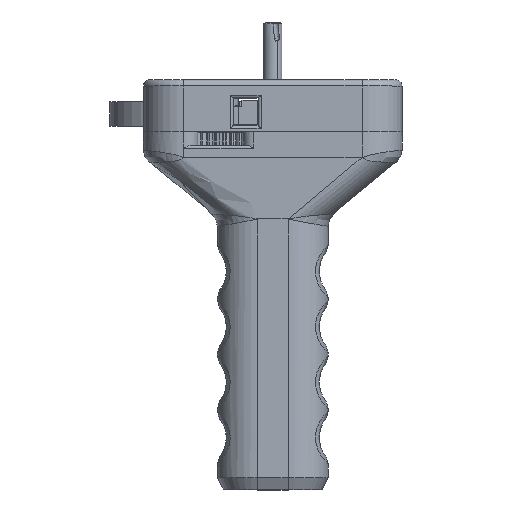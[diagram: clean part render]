
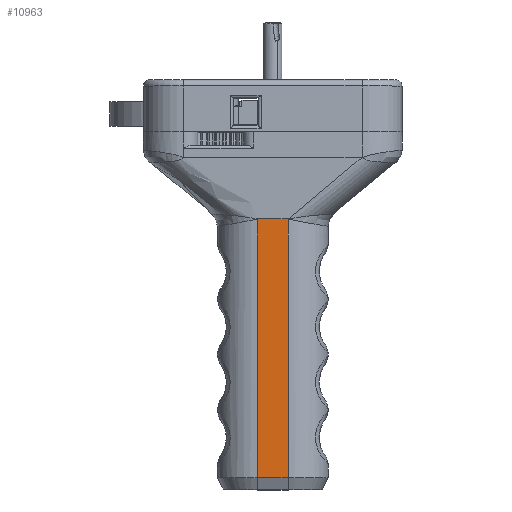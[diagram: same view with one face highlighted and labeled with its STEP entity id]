
A CAD part, top view. The second image highlights one B-rep face of the part: STEP entity #10963.
In plain terms, the highlighted planar face has unit normal (0, 0, 1).
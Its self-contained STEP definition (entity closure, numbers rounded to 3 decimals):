
#1525 = AXIS2_PLACEMENT_3D ( 'NONE', #5241, #9817, #25097 ) ;
#2415 = ORIENTED_EDGE ( 'NONE', *, *, #21324, .F. ) ;
#3365 = ORIENTED_EDGE ( 'NONE', *, *, #24846, .T. ) ;
#4231 = CARTESIAN_POINT ( 'NONE',  ( -5., 88., 13. ) ) ;
#4351 = CARTESIAN_POINT ( 'NONE',  ( 5., 88., 13. ) ) ;
#4874 = CARTESIAN_POINT ( 'NONE',  ( 0., 4., 13. ) ) ;
#5241 = CARTESIAN_POINT ( 'NONE',  ( 0., 88., 13. ) ) ;
#5472 = CARTESIAN_POINT ( 'NONE',  ( 5., 88., 13. ) ) ;
#5865 = EDGE_CURVE ( 'NONE', #18336, #27232, #27771, .T. ) ;
#7657 = DIRECTION ( 'NONE',  ( 1., 0., 0. ) ) ;
#8760 = CARTESIAN_POINT ( 'NONE',  ( -0.012, 88., 13. ) ) ;
#8798 = DIRECTION ( 'NONE',  ( 0., -1., 0. ) ) ;
#9817 = DIRECTION ( 'NONE',  ( 0., 0., -1. ) ) ;
#10145 = CARTESIAN_POINT ( 'NONE',  ( -5., 4., 13. ) ) ;
#10963 = ADVANCED_FACE ( 'NONE', ( #26902 ), #32108, .F. ) ;
#11558 = LINE ( 'NONE', #4231, #31210 ) ;
#11682 = B_SPLINE_CURVE_WITH_KNOTS ( 'NONE', 3,
 ( #13815, #25997, #28776, #8760, #23725, #18844, #4351 ),
 .UNSPECIFIED., .F., .F.,
 ( 4, 1, 1, 1, 4 ),
 ( 0., 0.25, 0.5, 0.75, 1. ),
 .UNSPECIFIED. ) ;
#11712 = VECTOR ( 'NONE', #7657, 1000. ) ;
#11788 = VERTEX_POINT ( 'NONE', #10145 ) ;
#12221 = LINE ( 'NONE', #4874, #11712 ) ;
#12944 = CARTESIAN_POINT ( 'NONE',  ( 5., 4., 13. ) ) ;
#13815 = CARTESIAN_POINT ( 'NONE',  ( -5., 88., 13. ) ) ;
#13935 = CARTESIAN_POINT ( 'NONE',  ( 5., 88., 13. ) ) ;
#15794 = ORIENTED_EDGE ( 'NONE', *, *, #5865, .F. ) ;
#17096 = EDGE_LOOP ( 'NONE', ( #3365, #30155, #15794, #2415 ) ) ;
#18336 = VERTEX_POINT ( 'NONE', #13935 ) ;
#18844 = CARTESIAN_POINT ( 'NONE',  ( 3.34, 88., 13. ) ) ;
#21324 = EDGE_CURVE ( 'NONE', #24065, #18336, #11682, .T. ) ;
#23358 = DIRECTION ( 'NONE',  ( 0., -1., 0. ) ) ;
#23698 = CARTESIAN_POINT ( 'NONE',  ( -5., 88., 13. ) ) ;
#23725 = CARTESIAN_POINT ( 'NONE',  ( 2.177, 88., 13. ) ) ;
#24065 = VERTEX_POINT ( 'NONE', #23698 ) ;
#24846 = EDGE_CURVE ( 'NONE', #24065, #11788, #11558, .T. ) ;
#25097 = DIRECTION ( 'NONE',  ( -1., 0., 0. ) ) ;
#25997 = CARTESIAN_POINT ( 'NONE',  ( -3.34, 88., 13. ) ) ;
#26902 = FACE_OUTER_BOUND ( 'NONE', #17096, .T. ) ;
#27232 = VERTEX_POINT ( 'NONE', #12944 ) ;
#27440 = VECTOR ( 'NONE', #23358, 1000. ) ;
#27771 = LINE ( 'NONE', #5472, #27440 ) ;
#28776 = CARTESIAN_POINT ( 'NONE',  ( -2.167, 88., 13. ) ) ;
#30155 = ORIENTED_EDGE ( 'NONE', *, *, #31667, .T. ) ;
#31210 = VECTOR ( 'NONE', #8798, 1000. ) ;
#31667 = EDGE_CURVE ( 'NONE', #11788, #27232, #12221, .T. ) ;
#32108 = PLANE ( 'NONE',  #1525 ) ;
